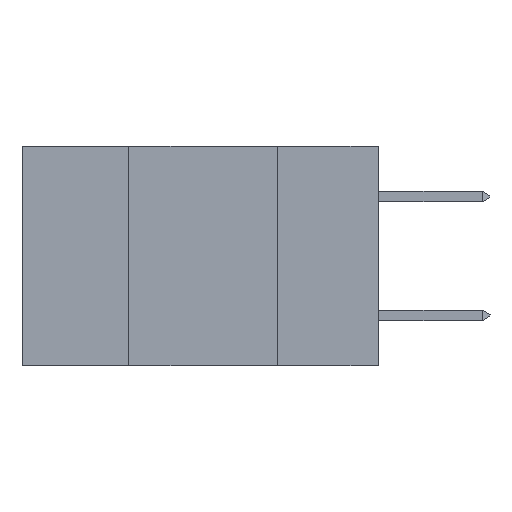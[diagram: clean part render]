
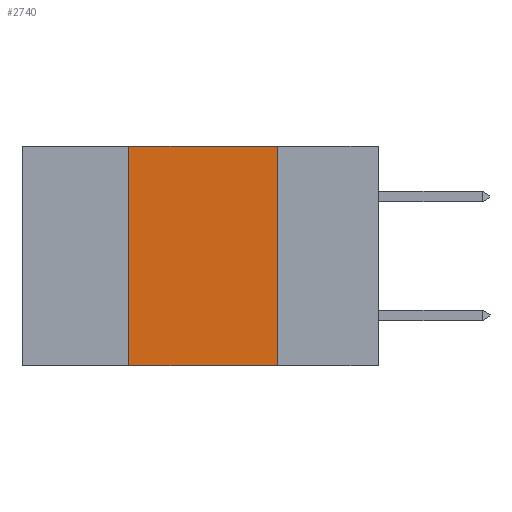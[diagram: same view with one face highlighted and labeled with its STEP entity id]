
A CAD part, left-side view. The second image highlights one B-rep face of the part: STEP entity #2740.
In plain terms, the highlighted planar face has unit normal (-1, 0, 0).
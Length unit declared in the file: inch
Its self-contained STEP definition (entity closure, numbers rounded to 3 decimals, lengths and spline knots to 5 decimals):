
#39 = DIRECTION ( 'NONE',  ( 0., 0., 1. ) ) ;
#481 = CARTESIAN_POINT ( 'NONE',  ( 0., 0.42, -0.37 ) ) ;
#607 = FACE_OUTER_BOUND ( 'NONE', #5534, .T. ) ;
#1384 = AXIS2_PLACEMENT_3D ( 'NONE', #6261, #6977, #8329 ) ;
#2429 = ORIENTED_EDGE ( 'NONE', *, *, #15084, .F. ) ;
#2740 = ADVANCED_FACE ( 'NONE', ( #607 ), #7004, .F. ) ;
#3139 = ORIENTED_EDGE ( 'NONE', *, *, #5067, .T. ) ;
#3369 = LINE ( 'NONE', #12731, #12116 ) ;
#4004 = CARTESIAN_POINT ( 'NONE',  ( 0., 0.42, -0.37 ) ) ;
#4275 = CARTESIAN_POINT ( 'NONE',  ( 0., 0.6, 0. ) ) ;
#4730 = LINE ( 'NONE', #4275, #11008 ) ;
#5067 = EDGE_CURVE ( 'NONE', #10783, #7199, #8564, .T. ) ;
#5085 = DIRECTION ( 'NONE',  ( 0., -1., 0. ) ) ;
#5534 = EDGE_LOOP ( 'NONE', ( #2429, #10123, #11407, #3139 ) ) ;
#5959 = LINE ( 'NONE', #481, #8687 ) ;
#6261 = CARTESIAN_POINT ( 'NONE',  ( 0., 0.6, 0. ) ) ;
#6850 = EDGE_CURVE ( 'NONE', #10252, #11117, #4730, .T. ) ;
#6977 = DIRECTION ( 'NONE',  ( 1., 0., 0. ) ) ;
#7004 = PLANE ( 'NONE',  #1384 ) ;
#7199 = VERTEX_POINT ( 'NONE', #11532 ) ;
#7943 = EDGE_CURVE ( 'NONE', #10783, #10252, #5959, .T. ) ;
#8329 = DIRECTION ( 'NONE',  ( 0., 0., -1. ) ) ;
#8564 = LINE ( 'NONE', #8761, #11881 ) ;
#8687 = VECTOR ( 'NONE', #39, 39.37008 ) ;
#8761 = CARTESIAN_POINT ( 'NONE',  ( 0., 0.6, -0.37 ) ) ;
#9350 = DIRECTION ( 'NONE',  ( 0., -1., 0. ) ) ;
#10123 = ORIENTED_EDGE ( 'NONE', *, *, #6850, .F. ) ;
#10252 = VERTEX_POINT ( 'NONE', #11862 ) ;
#10783 = VERTEX_POINT ( 'NONE', #4004 ) ;
#11008 = VECTOR ( 'NONE', #5085, 39.37008 ) ;
#11117 = VERTEX_POINT ( 'NONE', #14975 ) ;
#11407 = ORIENTED_EDGE ( 'NONE', *, *, #7943, .F. ) ;
#11532 = CARTESIAN_POINT ( 'NONE',  ( 0., 0.17, -0.37 ) ) ;
#11862 = CARTESIAN_POINT ( 'NONE',  ( 0., 0.42, 0. ) ) ;
#11881 = VECTOR ( 'NONE', #9350, 39.37008 ) ;
#12116 = VECTOR ( 'NONE', #12548, 39.37008 ) ;
#12548 = DIRECTION ( 'NONE',  ( 0., 0., -1. ) ) ;
#12731 = CARTESIAN_POINT ( 'NONE',  ( 0., 0.17, -0.37 ) ) ;
#14975 = CARTESIAN_POINT ( 'NONE',  ( 0., 0.17, 0. ) ) ;
#15084 = EDGE_CURVE ( 'NONE', #11117, #7199, #3369, .T. ) ;
